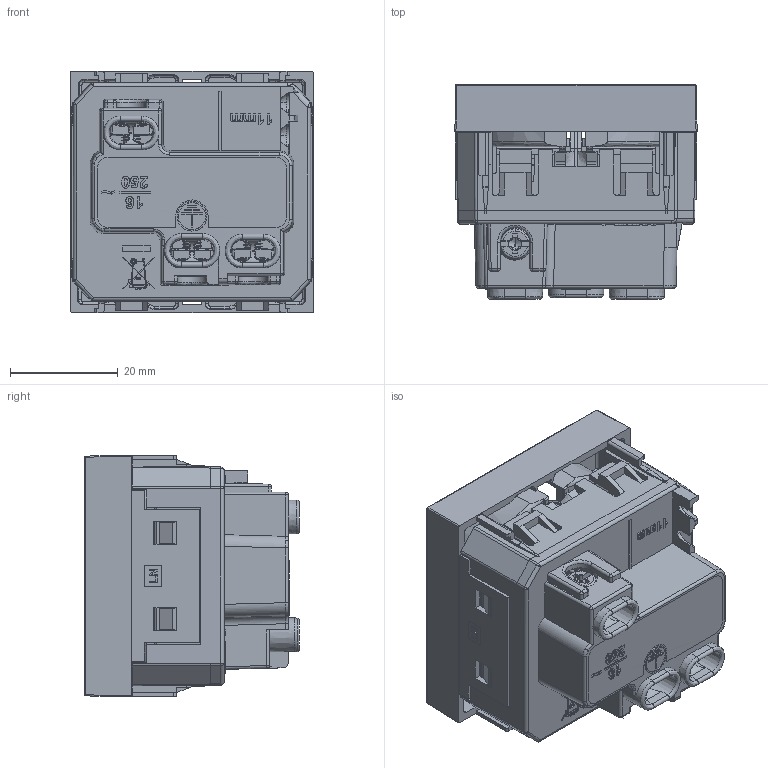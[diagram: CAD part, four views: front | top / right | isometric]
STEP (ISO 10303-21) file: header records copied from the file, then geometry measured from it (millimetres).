
FILE_DESCRIPTION (( 'STEP AP214' ), '1' );
FILE_NAME ('4BOX-P40-LNOW.STEP', '2024-08-22T23:58:20', ( '' ), ( '' ), 'SwSTEP 2.0', 'SolidWorks 2016', '' );
FILE_SCHEMA (( 'AUTOMOTIVE_DESIGN' ));
Length unit declared in the file: millimetre
Products named in the file (12): LF40207-LN002-; 4BOX-P40-LNOW; LF40207--1300_ASM; LF40207-LN010; BHDP-; LF40207047-; M3_5X6-; LF40207042-; D801005049--; 2_5000; LK40207050; 31285044-
Assembly tree (16 placements, depth 3):
  4BOX-P40-LNOW
    LF40207-LN010
    LF40207-LN002-
    LF40207--1300_ASM
      LF40207042-  x2
      LK40207050  x3
      M3_5X6-  x3
      D801005049--
      2_5000
      LF40207047-
      31285044-
      BHDP-
Bounding box: 44.87 x 39.7 x 44.72 mm (x, y, z)
Volume: 11789.2 mm3; surface area: 35778 mm2
Topology: 16 solids, 18 shells, 3872 faces, 10852 edges, 7022 vertices
Faces by surface type: plane 2201, cylinder 823, bspline 643, cone 175, torus 29, sphere 1
Entity records: 149626 total; most frequent: CARTESIAN_POINT 72816, ORIENTED_EDGE 18200, DIRECTION 12079, EDGE_CURVE 9101, VERTEX_POINT 5909, LINE 4979, VECTOR 4979, AXIS2_PLACEMENT_3D 3550
